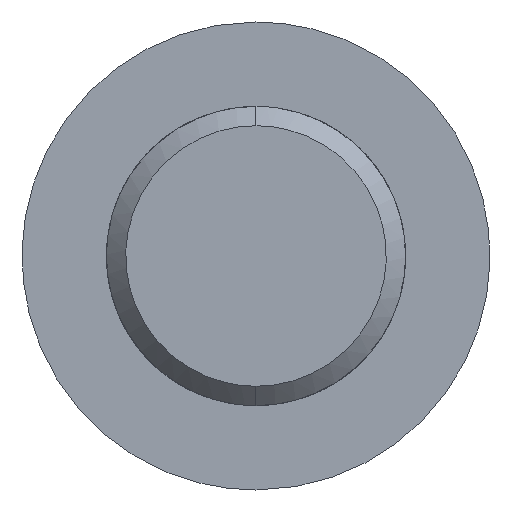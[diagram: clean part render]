
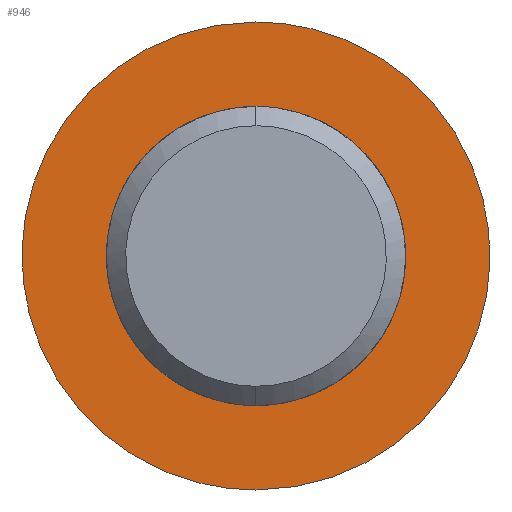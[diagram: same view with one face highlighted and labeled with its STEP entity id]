
A CAD part, front view. The second image highlights one B-rep face of the part: STEP entity #946.
In plain terms, the highlighted free-form (B-spline) face has degree [1, 1] with [2, 2] control points.
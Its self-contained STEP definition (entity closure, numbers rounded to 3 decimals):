
#353 = EDGE_CURVE('',#354,#356,#358,.T.);
#354 = VERTEX_POINT('',#355);
#355 = CARTESIAN_POINT('',(0.,153.479,-21.099));
#356 = VERTEX_POINT('',#357);
#357 = CARTESIAN_POINT('',(0.,153.479,
    21.099));
#358 = ( BOUNDED_CURVE() B_SPLINE_CURVE(2,(#359,#360,#361,#362,#363),
.UNSPECIFIED.,.F.,.F.) B_SPLINE_CURVE_WITH_KNOTS((3,2,3),(0.,
1.571,3.142),.PIECEWISE_BEZIER_KNOTS.) CURVE() 
GEOMETRIC_REPRESENTATION_ITEM() RATIONAL_B_SPLINE_CURVE((1.,
0.707,1.,0.707,1.)) REPRESENTATION_ITEM('') );
#359 = CARTESIAN_POINT('',(0.,153.479,-21.099));
#360 = CARTESIAN_POINT('',(21.099,153.479,
    -21.099));
#361 = CARTESIAN_POINT('',(21.099,153.479,
    0.));
#362 = CARTESIAN_POINT('',(21.099,153.479,
    21.099));
#363 = CARTESIAN_POINT('',(0.,153.479,
    21.099));
#511 = VERTEX_POINT('',#512);
#512 = CARTESIAN_POINT('',(0.,153.479,
    33.01));
#517 = EDGE_CURVE('',#518,#511,#520,.T.);
#518 = VERTEX_POINT('',#519);
#519 = CARTESIAN_POINT('',(0.,153.479,-33.01));
#520 = ( BOUNDED_CURVE() B_SPLINE_CURVE(2,(#521,#522,#523,#524,#525),
.UNSPECIFIED.,.F.,.F.) B_SPLINE_CURVE_WITH_KNOTS((3,2,3),(0.,
1.571,3.142),.PIECEWISE_BEZIER_KNOTS.) CURVE() 
GEOMETRIC_REPRESENTATION_ITEM() RATIONAL_B_SPLINE_CURVE((1.,
0.707,1.,0.707,1.)) REPRESENTATION_ITEM('') );
#521 = CARTESIAN_POINT('',(0.,153.479,-33.01));
#522 = CARTESIAN_POINT('',(33.01,153.479,
    -33.01));
#523 = CARTESIAN_POINT('',(33.01,153.479,
    0.));
#524 = CARTESIAN_POINT('',(33.01,153.479,
    33.01));
#525 = CARTESIAN_POINT('',(0.,153.479,
    33.01));
#928 = EDGE_CURVE('',#511,#518,#929,.T.);
#929 = ( BOUNDED_CURVE() B_SPLINE_CURVE(2,(#930,#931,#932,#933,#934),
.UNSPECIFIED.,.F.,.F.) B_SPLINE_CURVE_WITH_KNOTS((3,2,3),(3.142,
4.712,6.283),.PIECEWISE_BEZIER_KNOTS.) CURVE() 
GEOMETRIC_REPRESENTATION_ITEM() RATIONAL_B_SPLINE_CURVE((1.,
0.707,1.,0.707,1.)) REPRESENTATION_ITEM('') );
#930 = CARTESIAN_POINT('',(0.,153.479,
    33.01));
#931 = CARTESIAN_POINT('',(-33.01,153.479,
    33.01));
#932 = CARTESIAN_POINT('',(-33.01,153.479,
    0.));
#933 = CARTESIAN_POINT('',(-33.01,153.479,
    -33.01));
#934 = CARTESIAN_POINT('',(0.,153.479,
    -33.01));
#946 = ADVANCED_FACE('',(#947,#951),#962,.T.);
#947 = FACE_BOUND('',#948,.T.);
#948 = EDGE_LOOP('',(#949,#950));
#949 = ORIENTED_EDGE('',*,*,#517,.T.);
#950 = ORIENTED_EDGE('',*,*,#928,.T.);
#951 = FACE_BOUND('',#952,.T.);
#952 = EDGE_LOOP('',(#953,#954));
#953 = ORIENTED_EDGE('',*,*,#353,.F.);
#954 = ORIENTED_EDGE('',*,*,#955,.F.);
#955 = EDGE_CURVE('',#356,#354,#956,.T.);
#956 = ( BOUNDED_CURVE() B_SPLINE_CURVE(2,(#957,#958,#959,#960,#961),
.UNSPECIFIED.,.F.,.F.) B_SPLINE_CURVE_WITH_KNOTS((3,2,3),(3.142,
4.712,6.283),.PIECEWISE_BEZIER_KNOTS.) CURVE() 
GEOMETRIC_REPRESENTATION_ITEM() RATIONAL_B_SPLINE_CURVE((1.,
0.707,1.,0.707,1.)) REPRESENTATION_ITEM('') );
#957 = CARTESIAN_POINT('',(0.,153.479,
    21.099));
#958 = CARTESIAN_POINT('',(-21.099,153.479,
    21.099));
#959 = CARTESIAN_POINT('',(-21.099,153.479,
    0.));
#960 = CARTESIAN_POINT('',(-21.099,153.479,
    -21.099));
#961 = CARTESIAN_POINT('',(0.,153.479,
    -21.099));
#962 = B_SPLINE_SURFACE_WITH_KNOTS('',1,1,(
    (#963,#964)
    ,(#965,#966
    )),.UNSPECIFIED.,.F.,.F.,.F.,(2,2),(2,2),(-48.5,0.)
  ,(-24.25,24.25),.PIECEWISE_BEZIER_KNOTS.);
#963 = CARTESIAN_POINT('',(-33.01,153.479,
    33.01));
#964 = CARTESIAN_POINT('',(33.01,153.479,
    33.01));
#965 = CARTESIAN_POINT('',(-33.01,153.479,
    -33.01));
#966 = CARTESIAN_POINT('',(33.01,153.479,
    -33.01));
